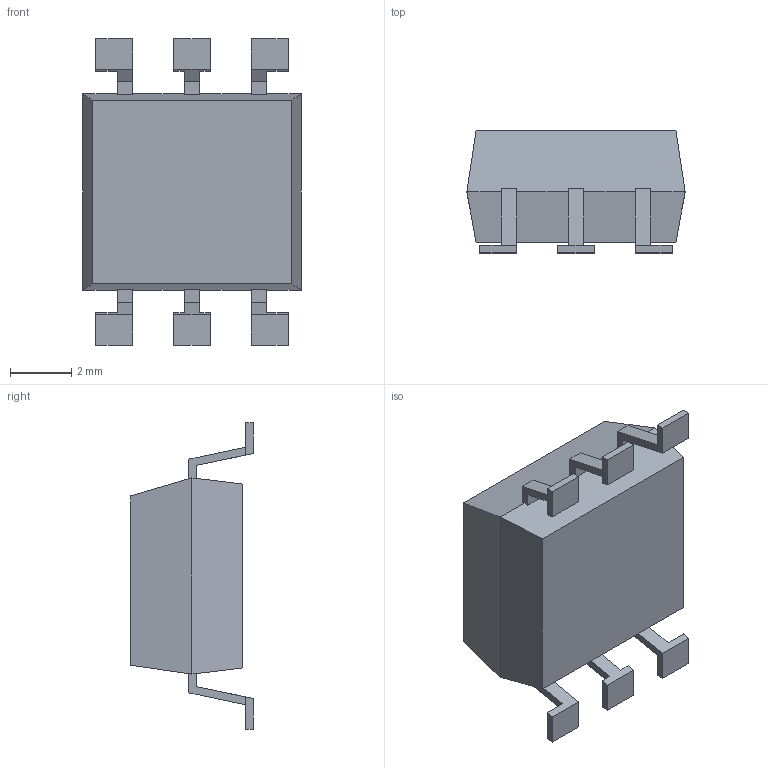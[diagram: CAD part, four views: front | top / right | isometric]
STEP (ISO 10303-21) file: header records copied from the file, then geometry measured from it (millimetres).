
FILE_DESCRIPTION (( 'STEP AP203' ), '1' );
FILE_NAME ('G3VM_21ER.step', '2014-06-25T06:19:28', ( 'OSMC1.0 ' ), ( ' ' ), 'SwSTEP 2.0', 'SolidWorks 2002025', '' );
FILE_SCHEMA (( 'CONFIG_CONTROL_DESIGN' ));
Length unit declared in the file: millimetre
Products named in the file (1): G3VM_21ER
Bounding box: 7.12 x 4 x 10 mm (x, y, z)
Volume: 154.7 mm3; surface area: 211.5 mm2
Topology: 1 solids, 1 shells, 75 faces, 212 edges, 140 vertices
Faces by surface type: plane 73, cylinder 2
Entity records: 2455 total; most frequent: CARTESIAN_POINT 428, ORIENTED_EDGE 424, DIRECTION 368, EDGE_CURVE 212, VECTOR 208, LINE 208, VERTEX_POINT 140, AXIS2_PLACEMENT_3D 80
